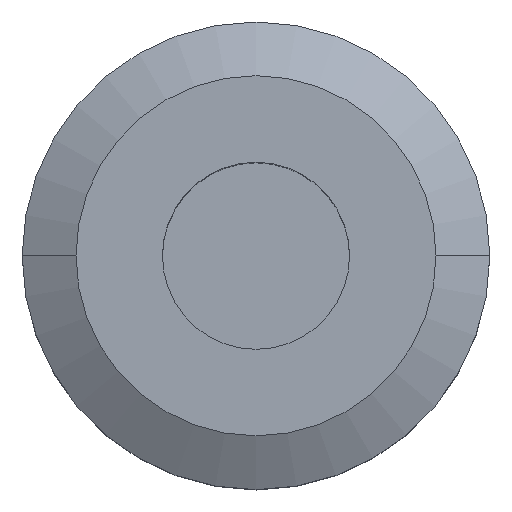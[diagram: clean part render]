
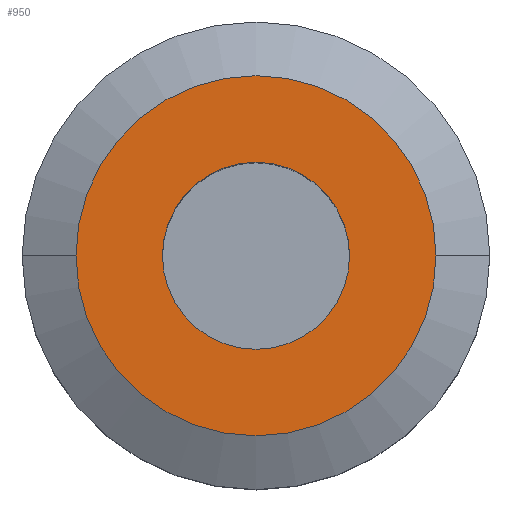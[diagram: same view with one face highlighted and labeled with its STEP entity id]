
A CAD part, top view. The second image highlights one B-rep face of the part: STEP entity #950.
In plain terms, the highlighted planar face has unit normal (0, 0, 1).
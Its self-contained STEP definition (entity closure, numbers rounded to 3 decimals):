
#84 = DIRECTION ( 'NONE',  ( -1., 0., 0. ) ) ;
#163 = FACE_OUTER_BOUND ( 'NONE', #913, .T. ) ;
#235 = CARTESIAN_POINT ( 'NONE',  ( 0., 0., 90. ) ) ;
#257 = EDGE_CURVE ( 'NONE', #1457, #1339, #1361, .T. ) ;
#292 = EDGE_CURVE ( 'NONE', #1052, #1163, #978, .T. ) ;
#299 = EDGE_LOOP ( 'NONE', ( #710, #740 ) ) ;
#398 = CARTESIAN_POINT ( 'NONE',  ( 0., 0., 90. ) ) ;
#415 = DIRECTION ( 'NONE',  ( -1., 0., 0. ) ) ;
#493 = AXIS2_PLACEMENT_3D ( 'NONE', #398, #1286, #1567 ) ;
#501 = CARTESIAN_POINT ( 'NONE',  ( 19.25, 0., 90. ) ) ;
#519 = DIRECTION ( 'NONE',  ( 0., 0., -1. ) ) ;
#558 = DIRECTION ( 'NONE',  ( -1., 0., 0. ) ) ;
#626 = CARTESIAN_POINT ( 'NONE',  ( 0., 0., 90. ) ) ;
#633 = EDGE_CURVE ( 'NONE', #1339, #1457, #1628, .T. ) ;
#710 = ORIENTED_EDGE ( 'NONE', *, *, #1334, .T. ) ;
#740 = ORIENTED_EDGE ( 'NONE', *, *, #292, .T. ) ;
#750 = CARTESIAN_POINT ( 'NONE',  ( -19.25, 0., 90. ) ) ;
#751 = AXIS2_PLACEMENT_3D ( 'NONE', #929, #519, #558 ) ;
#760 = DIRECTION ( 'NONE',  ( 0., 0., -1. ) ) ;
#804 = DIRECTION ( 'NONE',  ( -1., 0., 0. ) ) ;
#913 = EDGE_LOOP ( 'NONE', ( #1435, #1493 ) ) ;
#920 = DIRECTION ( 'NONE',  ( 0., 0., -1. ) ) ;
#929 = CARTESIAN_POINT ( 'NONE',  ( 0., 0., 90. ) ) ;
#950 = ADVANCED_FACE ( 'NONE', ( #1664, #163 ), #1576, .F. ) ;
#978 = CIRCLE ( 'NONE', #751, 10. ) ;
#1051 = AXIS2_PLACEMENT_3D ( 'NONE', #626, #760, #84 ) ;
#1052 = VERTEX_POINT ( 'NONE', #1539 ) ;
#1138 = AXIS2_PLACEMENT_3D ( 'NONE', #235, #1469, #804 ) ;
#1163 = VERTEX_POINT ( 'NONE', #1504 ) ;
#1230 = CIRCLE ( 'NONE', #1051, 10. ) ;
#1286 = DIRECTION ( 'NONE',  ( 0., 0., -1. ) ) ;
#1297 = CARTESIAN_POINT ( 'NONE',  ( 0., 19.25, 90. ) ) ;
#1334 = EDGE_CURVE ( 'NONE', #1163, #1052, #1230, .T. ) ;
#1339 = VERTEX_POINT ( 'NONE', #750 ) ;
#1361 = CIRCLE ( 'NONE', #493, 19.25 ) ;
#1435 = ORIENTED_EDGE ( 'NONE', *, *, #633, .F. ) ;
#1457 = VERTEX_POINT ( 'NONE', #501 ) ;
#1469 = DIRECTION ( 'NONE',  ( 0., 0., -1. ) ) ;
#1493 = ORIENTED_EDGE ( 'NONE', *, *, #257, .F. ) ;
#1504 = CARTESIAN_POINT ( 'NONE',  ( -10., 0., 90. ) ) ;
#1539 = CARTESIAN_POINT ( 'NONE',  ( 10., 0., 90. ) ) ;
#1567 = DIRECTION ( 'NONE',  ( -1., 0., 0. ) ) ;
#1576 = PLANE ( 'NONE',  #1606 ) ;
#1606 = AXIS2_PLACEMENT_3D ( 'NONE', #1297, #920, #415 ) ;
#1628 = CIRCLE ( 'NONE', #1138, 19.25 ) ;
#1664 = FACE_BOUND ( 'NONE', #299, .T. ) ;
